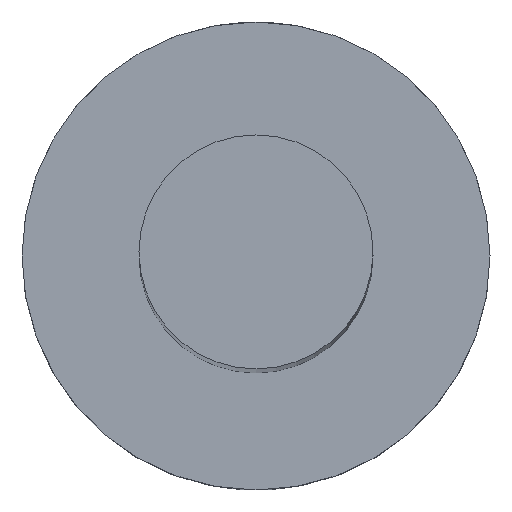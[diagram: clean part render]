
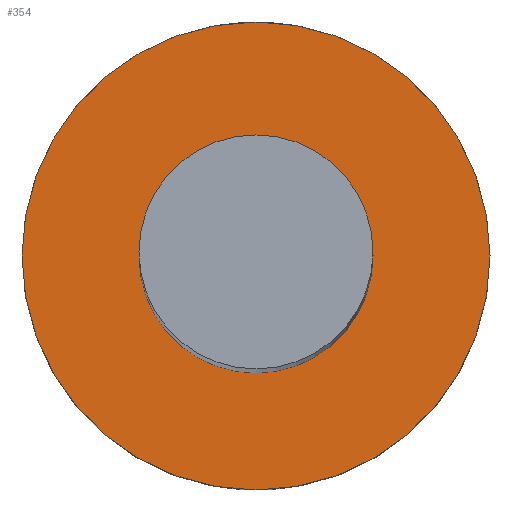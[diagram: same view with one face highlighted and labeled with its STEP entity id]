
A CAD part, top view. The second image highlights one B-rep face of the part: STEP entity #354.
In plain terms, the highlighted planar face has unit normal (0, 0, 1).
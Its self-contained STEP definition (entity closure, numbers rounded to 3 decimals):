
#6 = CARTESIAN_POINT ( 'NONE',  ( 0., 0., 0.7 ) ) ;
#22 = AXIS2_PLACEMENT_3D ( 'NONE', #313, #231, #77 ) ;
#26 = CARTESIAN_POINT ( 'NONE',  ( 0., 0., 0.7 ) ) ;
#27 = EDGE_CURVE ( 'NONE', #156, #120, #134, .T. ) ;
#31 = FACE_OUTER_BOUND ( 'NONE', #280, .T. ) ;
#39 = EDGE_CURVE ( 'NONE', #74, #179, #109, .T. ) ;
#66 = CIRCLE ( 'NONE', #78, 0.5 ) ;
#70 = DIRECTION ( 'NONE',  ( 0., 0., 1. ) ) ;
#74 = VERTEX_POINT ( 'NONE', #137 ) ;
#77 = DIRECTION ( 'NONE',  ( 1., 0., 0. ) ) ;
#78 = AXIS2_PLACEMENT_3D ( 'NONE', #146, #70, #258 ) ;
#80 = EDGE_CURVE ( 'NONE', #179, #74, #319, .T. ) ;
#85 = DIRECTION ( 'NONE',  ( 0., 0., 1. ) ) ;
#93 = EDGE_LOOP ( 'NONE', ( #94, #154 ) ) ;
#94 = ORIENTED_EDGE ( 'NONE', *, *, #27, .F. ) ;
#102 = CARTESIAN_POINT ( 'NONE',  ( 0.5, 0., 0.7 ) ) ;
#109 = CIRCLE ( 'NONE', #186, 1. ) ;
#120 = VERTEX_POINT ( 'NONE', #102 ) ;
#127 = ORIENTED_EDGE ( 'NONE', *, *, #80, .T. ) ;
#128 = PLANE ( 'NONE',  #22 ) ;
#134 = CIRCLE ( 'NONE', #192, 0.5 ) ;
#137 = CARTESIAN_POINT ( 'NONE',  ( 1., 0., 0.7 ) ) ;
#140 = ORIENTED_EDGE ( 'NONE', *, *, #39, .T. ) ;
#141 = DIRECTION ( 'NONE',  ( 1., 0., 0. ) ) ;
#146 = CARTESIAN_POINT ( 'NONE',  ( 0., 0., 0.7 ) ) ;
#154 = ORIENTED_EDGE ( 'NONE', *, *, #168, .F. ) ;
#156 = VERTEX_POINT ( 'NONE', #304 ) ;
#168 = EDGE_CURVE ( 'NONE', #120, #156, #66, .T. ) ;
#179 = VERTEX_POINT ( 'NONE', #284 ) ;
#186 = AXIS2_PLACEMENT_3D ( 'NONE', #6, #85, #333 ) ;
#188 = FACE_BOUND ( 'NONE', #93, .T. ) ;
#192 = AXIS2_PLACEMENT_3D ( 'NONE', #26, #247, #141 ) ;
#231 = DIRECTION ( 'NONE',  ( 0., 0., 1. ) ) ;
#236 = DIRECTION ( 'NONE',  ( 0., 0., 1. ) ) ;
#247 = DIRECTION ( 'NONE',  ( 0., 0., 1. ) ) ;
#258 = DIRECTION ( 'NONE',  ( 1., 0., 0. ) ) ;
#266 = CARTESIAN_POINT ( 'NONE',  ( 0., 0., 0.7 ) ) ;
#280 = EDGE_LOOP ( 'NONE', ( #127, #140 ) ) ;
#284 = CARTESIAN_POINT ( 'NONE',  ( -1., 0., 0.7 ) ) ;
#304 = CARTESIAN_POINT ( 'NONE',  ( -0.5, 0., 0.7 ) ) ;
#313 = CARTESIAN_POINT ( 'NONE',  ( 0., 0., 0.7 ) ) ;
#319 = CIRCLE ( 'NONE', #321, 1. ) ;
#321 = AXIS2_PLACEMENT_3D ( 'NONE', #266, #236, #325 ) ;
#325 = DIRECTION ( 'NONE',  ( 1., 0., 0. ) ) ;
#333 = DIRECTION ( 'NONE',  ( 1., 0., 0. ) ) ;
#354 = ADVANCED_FACE ( 'NONE', ( #31, #188 ), #128, .T. ) ;
